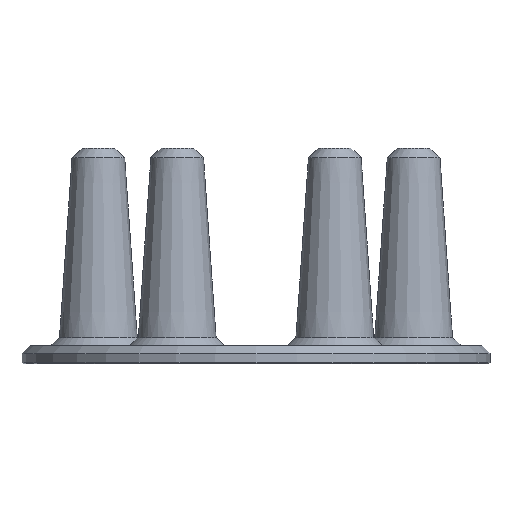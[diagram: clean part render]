
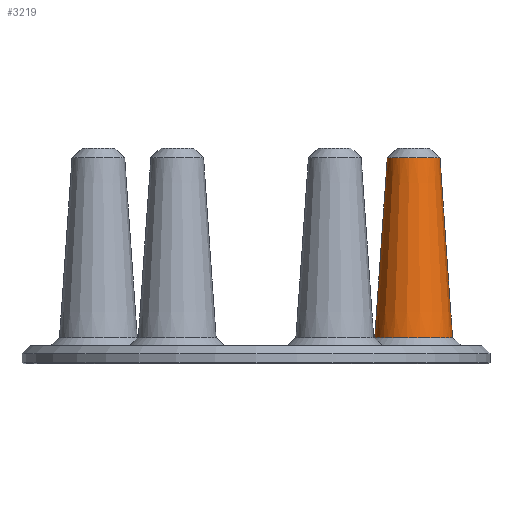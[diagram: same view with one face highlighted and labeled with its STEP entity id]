
A CAD part, front view. The second image highlights one B-rep face of the part: STEP entity #3219.
In plain terms, the highlighted conical face has half-angle 4 degrees and reference radius 5.396 mm.
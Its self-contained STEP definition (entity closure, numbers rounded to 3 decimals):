
#911 = CONICAL_SURFACE('',#912,6.496,0.82);
#912 = AXIS2_PLACEMENT_3D('',#913,#914,#915);
#913 = CARTESIAN_POINT('',(21.555,0.,2.5));
#914 = DIRECTION('',(-0.,-0.,-1.));
#915 = DIRECTION('',(0.5,-0.866,0.));
#2276 = VERTEX_POINT('',#2277);
#2277 = CARTESIAN_POINT('',(24.214,-4.607,
    3.597));
#2300 = EDGE_CURVE('',#2276,#2276,#2301,.T.);
#2301 = SURFACE_CURVE('',#2302,(#2307,#2314),.PCURVE_S1.);
#2302 = CIRCLE('',#2303,5.319);
#2303 = AXIS2_PLACEMENT_3D('',#2304,#2305,#2306);
#2304 = CARTESIAN_POINT('',(21.555,0.,
    3.597));
#2305 = DIRECTION('',(-0.,0.,1.));
#2306 = DIRECTION('',(0.5,-0.866,0.));
#2307 = PCURVE('',#911,#2308);
#2308 = DEFINITIONAL_REPRESENTATION('',(#2309),#2313);
#2309 = LINE('',#2310,#2311);
#2310 = CARTESIAN_POINT('',(-0.,-1.097));
#2311 = VECTOR('',#2312,1.);
#2312 = DIRECTION('',(-1.,-0.));
#2313 = ( GEOMETRIC_REPRESENTATION_CONTEXT(2) 
PARAMETRIC_REPRESENTATION_CONTEXT() REPRESENTATION_CONTEXT('2D SPACE',''
  ) );
#2314 = PCURVE('',#2315,#2320);
#2315 = CONICAL_SURFACE('',#2316,5.396,0.07);
#2316 = AXIS2_PLACEMENT_3D('',#2317,#2318,#2319);
#2317 = CARTESIAN_POINT('',(21.555,0.,2.5));
#2318 = DIRECTION('',(-0.,0.,-1.));
#2319 = DIRECTION('',(0.5,-0.866,0.));
#2320 = DEFINITIONAL_REPRESENTATION('',(#2321),#2325);
#2321 = LINE('',#2322,#2323);
#2322 = CARTESIAN_POINT('',(-0.,-1.097));
#2323 = VECTOR('',#2324,1.);
#2324 = DIRECTION('',(-1.,-0.));
#2325 = ( GEOMETRIC_REPRESENTATION_CONTEXT(2) 
PARAMETRIC_REPRESENTATION_CONTEXT() REPRESENTATION_CONTEXT('2D SPACE',''
  ) );
#3219 = ADVANCED_FACE('',(#3220),#2315,.T.);
#3220 = FACE_BOUND('',#3221,.T.);
#3221 = EDGE_LOOP('',(#3222,#3242,#3243,#3244));
#3222 = ORIENTED_EDGE('',*,*,#3223,.F.);
#3223 = EDGE_CURVE('',#2276,#3224,#3226,.T.);
#3224 = VERTEX_POINT('',#3225);
#3225 = CARTESIAN_POINT('',(23.354,-3.116,
    28.203));
#3226 = SEAM_CURVE('',#3227,(#3230,#3236),.PCURVE_S1.);
#3227 = B_SPLINE_CURVE_WITH_KNOTS('',1,(#3228,#3229),.UNSPECIFIED.,.F.,
  .F.,(2,2),(0.,1.),.PIECEWISE_BEZIER_KNOTS.);
#3228 = CARTESIAN_POINT('',(24.253,-4.673,2.5));
#3229 = CARTESIAN_POINT('',(23.309,-3.038,29.5));
#3230 = PCURVE('',#2315,#3231);
#3231 = DEFINITIONAL_REPRESENTATION('',(#3232),#3235);
#3232 = B_SPLINE_CURVE_WITH_KNOTS('',1,(#3233,#3234),.UNSPECIFIED.,.F.,
  .F.,(2,2),(0.,1.),.PIECEWISE_BEZIER_KNOTS.);
#3233 = CARTESIAN_POINT('',(0.,0.));
#3234 = CARTESIAN_POINT('',(0.,-27.));
#3235 = ( GEOMETRIC_REPRESENTATION_CONTEXT(2) 
PARAMETRIC_REPRESENTATION_CONTEXT() REPRESENTATION_CONTEXT('2D SPACE',''
  ) );
#3236 = PCURVE('',#2315,#3237);
#3237 = DEFINITIONAL_REPRESENTATION('',(#3238),#3241);
#3238 = B_SPLINE_CURVE_WITH_KNOTS('',1,(#3239,#3240),.UNSPECIFIED.,.F.,
  .F.,(2,2),(0.,1.),.PIECEWISE_BEZIER_KNOTS.);
#3239 = CARTESIAN_POINT('',(-6.283,0.));
#3240 = CARTESIAN_POINT('',(-6.283,-27.));
#3241 = ( GEOMETRIC_REPRESENTATION_CONTEXT(2) 
PARAMETRIC_REPRESENTATION_CONTEXT() REPRESENTATION_CONTEXT('2D SPACE',''
  ) );
#3242 = ORIENTED_EDGE('',*,*,#2300,.T.);
#3243 = ORIENTED_EDGE('',*,*,#3223,.T.);
#3244 = ORIENTED_EDGE('',*,*,#3245,.F.);
#3245 = EDGE_CURVE('',#3224,#3224,#3246,.T.);
#3246 = SURFACE_CURVE('',#3247,(#3252,#3259),.PCURVE_S1.);
#3247 = CIRCLE('',#3248,3.599);
#3248 = AXIS2_PLACEMENT_3D('',#3249,#3250,#3251);
#3249 = CARTESIAN_POINT('',(21.555,0.,
    28.203));
#3250 = DIRECTION('',(-0.,0.,1.));
#3251 = DIRECTION('',(0.5,-0.866,0.));
#3252 = PCURVE('',#2315,#3253);
#3253 = DEFINITIONAL_REPRESENTATION('',(#3254),#3258);
#3254 = LINE('',#3255,#3256);
#3255 = CARTESIAN_POINT('',(-0.,-25.703));
#3256 = VECTOR('',#3257,1.);
#3257 = DIRECTION('',(-1.,-0.));
#3258 = ( GEOMETRIC_REPRESENTATION_CONTEXT(2) 
PARAMETRIC_REPRESENTATION_CONTEXT() REPRESENTATION_CONTEXT('2D SPACE',''
  ) );
#3259 = PCURVE('',#3260,#3265);
#3260 = CONICAL_SURFACE('',#3261,2.208,0.82);
#3261 = AXIS2_PLACEMENT_3D('',#3262,#3263,#3264);
#3262 = CARTESIAN_POINT('',(21.555,0.,29.5));
#3263 = DIRECTION('',(-0.,0.,-1.));
#3264 = DIRECTION('',(0.5,-0.866,0.));
#3265 = DEFINITIONAL_REPRESENTATION('',(#3266),#3270);
#3266 = LINE('',#3267,#3268);
#3267 = CARTESIAN_POINT('',(0.,1.297));
#3268 = VECTOR('',#3269,1.);
#3269 = DIRECTION('',(-1.,-0.));
#3270 = ( GEOMETRIC_REPRESENTATION_CONTEXT(2) 
PARAMETRIC_REPRESENTATION_CONTEXT() REPRESENTATION_CONTEXT('2D SPACE',''
  ) );
